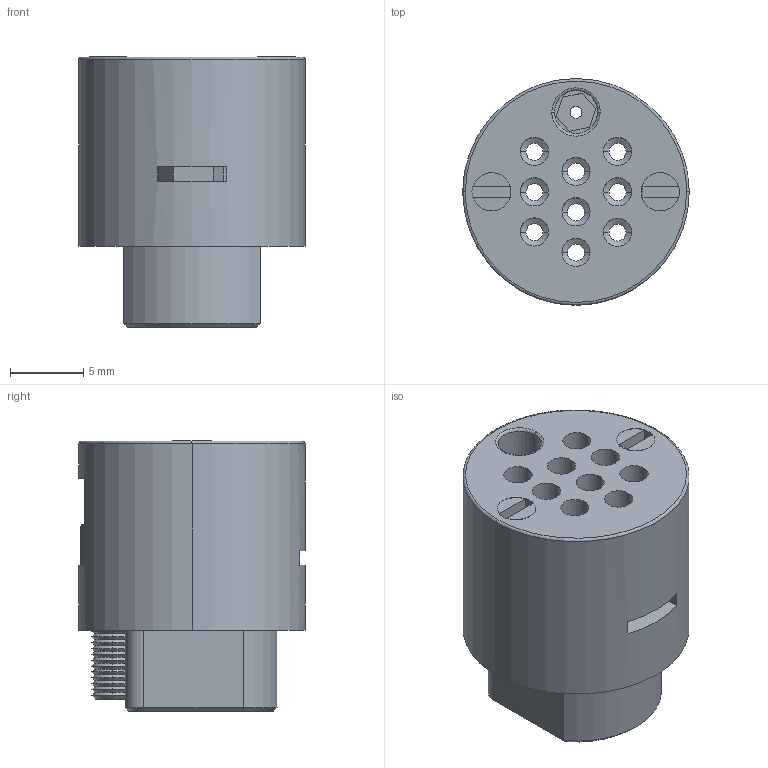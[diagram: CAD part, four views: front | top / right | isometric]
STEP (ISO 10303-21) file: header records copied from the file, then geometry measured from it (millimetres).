
FILE_DESCRIPTION (( 'STEP AP203' ), '1' );
FILE_NAME ('A3030-1-CN.STEP', '2013-11-07T14:01:20', ( '' ), ( '' ), 'SwSTEP 2.0', 'SolidWorks 2012', '' );
FILE_SCHEMA (( 'CONFIG_CONTROL_DESIGN' ));
Length unit declared in the file: centimetre
Products named in the file (1): A3030-1-CN
Bounding box: 15.49 x 15.49 x 18.52 mm (x, y, z)
Volume: 2411.5 mm3; surface area: 2420.8 mm2
Topology: 1 solids, 1 shells, 404 faces, 1079 edges, 687 vertices
Faces by surface type: plane 196, cylinder 132, cone 70, bspline 6
Entity records: 12951 total; most frequent: CARTESIAN_POINT 2803, ORIENTED_EDGE 2158, DIRECTION 2042, EDGE_CURVE 1079, AXIS2_PLACEMENT_3D 726, VERTEX_POINT 687, LINE 590, VECTOR 590
